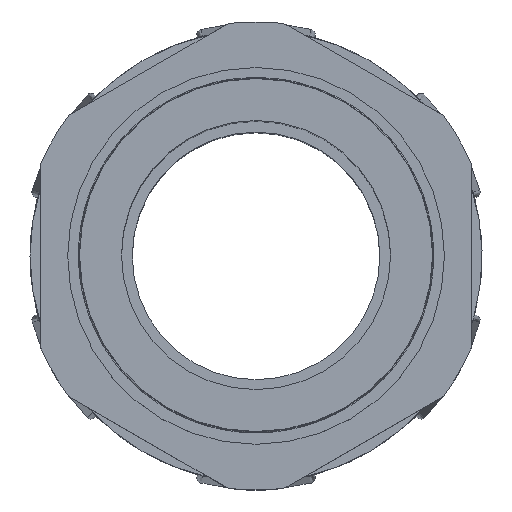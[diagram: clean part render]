
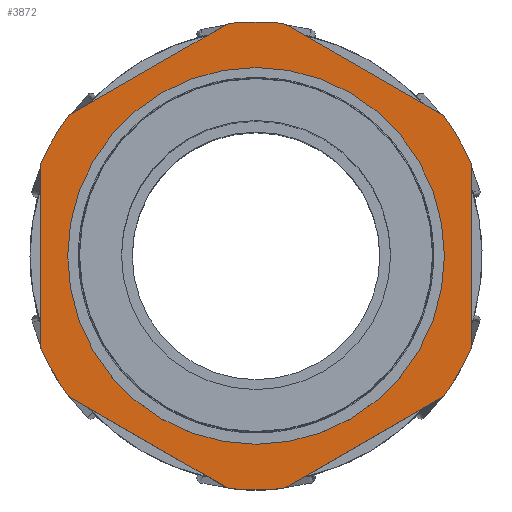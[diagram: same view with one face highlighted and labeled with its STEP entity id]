
A CAD part, top view. The second image highlights one B-rep face of the part: STEP entity #3872.
In plain terms, the highlighted planar face has unit normal (0, 0, 1).
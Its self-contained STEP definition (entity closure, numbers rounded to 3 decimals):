
#2 = CARTESIAN_POINT ( 'NONE',  ( 2.598, 21.594, -48.5 ) ) ;
#19 = VERTEX_POINT ( 'NONE', #2 ) ;
#39 = CARTESIAN_POINT ( 'NONE',  ( -10., 17.321, -48.5 ) ) ;
#55 = CIRCLE ( 'NONE', #1722, 21.75 ) ;
#61 = CIRCLE ( 'NONE', #2878, 17.5 ) ;
#68 = CARTESIAN_POINT ( 'NONE',  ( 0., 0., -48.5 ) ) ;
#130 = PLANE ( 'NONE',  #5199 ) ;
#246 = VERTEX_POINT ( 'NONE', #3865 ) ;
#256 = LINE ( 'NONE', #4226, #5210 ) ;
#259 = AXIS2_PLACEMENT_3D ( 'NONE', #2915, #484, #3318 ) ;
#290 = CARTESIAN_POINT ( 'NONE',  ( 10., 17.321, -48.5 ) ) ;
#309 = CARTESIAN_POINT ( 'NONE',  ( 0., 0., -48.5 ) ) ;
#312 = LINE ( 'NONE', #340, #2454 ) ;
#340 = CARTESIAN_POINT ( 'NONE',  ( 10., -17.321, -48.5 ) ) ;
#477 = DIRECTION ( 'NONE',  ( 1., 0., 0. ) ) ;
#484 = DIRECTION ( 'NONE',  ( 0., 0., 1. ) ) ;
#599 = ORIENTED_EDGE ( 'NONE', *, *, #4012, .F. ) ;
#627 = FACE_BOUND ( 'NONE', #2621, .T. ) ;
#677 = VERTEX_POINT ( 'NONE', #4102 ) ;
#699 = CIRCLE ( 'NONE', #1906, 21.75 ) ;
#717 = DIRECTION ( 'NONE',  ( 1., 0., 0. ) ) ;
#756 = VERTEX_POINT ( 'NONE', #3738 ) ;
#893 = CARTESIAN_POINT ( 'NONE',  ( 0., 0., -48.5 ) ) ;
#941 = CIRCLE ( 'NONE', #259, 21.75 ) ;
#952 = DIRECTION ( 'NONE',  ( 0., 0., -1. ) ) ;
#999 = DIRECTION ( 'NONE',  ( 0., 1., 0. ) ) ;
#1023 = CIRCLE ( 'NONE', #3084, 21.75 ) ;
#1058 = CARTESIAN_POINT ( 'NONE',  ( 2.598, -21.594, -48.5 ) ) ;
#1063 = ORIENTED_EDGE ( 'NONE', *, *, #2476, .F. ) ;
#1112 = VERTEX_POINT ( 'NONE', #3215 ) ;
#1177 = VERTEX_POINT ( 'NONE', #4480 ) ;
#1180 = EDGE_CURVE ( 'NONE', #2360, #3212, #3062, .T. ) ;
#1237 = VERTEX_POINT ( 'NONE', #4705 ) ;
#1292 = DIRECTION ( 'NONE',  ( 1., 0., 0. ) ) ;
#1316 = ORIENTED_EDGE ( 'NONE', *, *, #2040, .T. ) ;
#1343 = DIRECTION ( 'NONE',  ( 0., 0., 1. ) ) ;
#1441 = ORIENTED_EDGE ( 'NONE', *, *, #1180, .F. ) ;
#1552 = EDGE_CURVE ( 'NONE', #1112, #1112, #61, .T. ) ;
#1578 = LINE ( 'NONE', #4732, #2524 ) ;
#1580 = CARTESIAN_POINT ( 'NONE',  ( -2.598, 21.594, -48.5 ) ) ;
#1722 = AXIS2_PLACEMENT_3D ( 'NONE', #68, #2907, #477 ) ;
#1884 = CARTESIAN_POINT ( 'NONE',  ( 0., 0., -48.5 ) ) ;
#1906 = AXIS2_PLACEMENT_3D ( 'NONE', #893, #3726, #1292 ) ;
#1943 = EDGE_LOOP ( 'NONE', ( #2397, #1441, #1316, #5180, #2062, #3847, #3086, #2321, #4722, #1063, #5097, #599 ) ) ;
#2040 = EDGE_CURVE ( 'NONE', #2360, #1237, #699, .T. ) ;
#2062 = ORIENTED_EDGE ( 'NONE', *, *, #2727, .T. ) ;
#2123 = DIRECTION ( 'NONE',  ( 0., 0., 1. ) ) ;
#2222 = VECTOR ( 'NONE', #999, 1000. ) ;
#2272 = EDGE_CURVE ( 'NONE', #3196, #1237, #2337, .T. ) ;
#2282 = DIRECTION ( 'NONE',  ( 1., 0., 0. ) ) ;
#2321 = ORIENTED_EDGE ( 'NONE', *, *, #2589, .F. ) ;
#2337 = LINE ( 'NONE', #4206, #2222 ) ;
#2360 = VERTEX_POINT ( 'NONE', #4686 ) ;
#2375 = EDGE_CURVE ( 'NONE', #756, #677, #3165, .T. ) ;
#2397 = ORIENTED_EDGE ( 'NONE', *, *, #4657, .T. ) ;
#2454 = VECTOR ( 'NONE', #3558, 1000. ) ;
#2476 = EDGE_CURVE ( 'NONE', #756, #246, #1578, .T. ) ;
#2510 = EDGE_CURVE ( 'NONE', #1177, #246, #4688, .T. ) ;
#2524 = VECTOR ( 'NONE', #5122, 1000. ) ;
#2589 = EDGE_CURVE ( 'NONE', #1177, #5098, #312, .T. ) ;
#2600 = DIRECTION ( 'NONE',  ( -0.866, 0.5, 0. ) ) ;
#2603 = AXIS2_PLACEMENT_3D ( 'NONE', #1884, #4701, #2282 ) ;
#2621 = EDGE_LOOP ( 'NONE', ( #4257 ) ) ;
#2678 = CARTESIAN_POINT ( 'NONE',  ( -17.402, -13.047, -48.5 ) ) ;
#2688 = EDGE_CURVE ( 'NONE', #4677, #5098, #55, .T. ) ;
#2716 = DIRECTION ( 'NONE',  ( 0.866, -0.5, 0. ) ) ;
#2727 = EDGE_CURVE ( 'NONE', #3196, #3966, #1023, .T. ) ;
#2878 = AXIS2_PLACEMENT_3D ( 'NONE', #3779, #1343, #4177 ) ;
#2901 = AXIS2_PLACEMENT_3D ( 'NONE', #309, #3148, #717 ) ;
#2907 = DIRECTION ( 'NONE',  ( 0., 0., 1. ) ) ;
#2915 = CARTESIAN_POINT ( 'NONE',  ( 0., 0., -48.5 ) ) ;
#3062 = LINE ( 'NONE', #39, #4000 ) ;
#3075 = EDGE_CURVE ( 'NONE', #4677, #3966, #256, .T. ) ;
#3084 = AXIS2_PLACEMENT_3D ( 'NONE', #4545, #2123, #4934 ) ;
#3086 = ORIENTED_EDGE ( 'NONE', *, *, #2688, .T. ) ;
#3107 = VECTOR ( 'NONE', #2716, 1000. ) ;
#3148 = DIRECTION ( 'NONE',  ( 0., 0., 1. ) ) ;
#3165 = CIRCLE ( 'NONE', #2603, 21.75 ) ;
#3196 = VERTEX_POINT ( 'NONE', #4398 ) ;
#3212 = VERTEX_POINT ( 'NONE', #1580 ) ;
#3215 = CARTESIAN_POINT ( 'NONE',  ( 17.5, 0., -48.5 ) ) ;
#3283 = DIRECTION ( 'NONE',  ( 0.866, 0.5, 0. ) ) ;
#3318 = DIRECTION ( 'NONE',  ( 1., 0., 0. ) ) ;
#3558 = DIRECTION ( 'NONE',  ( -0.866, -0.5, 0. ) ) ;
#3726 = DIRECTION ( 'NONE',  ( 0., 0., 1. ) ) ;
#3729 = CARTESIAN_POINT ( 'NONE',  ( -2.598, -21.594, -48.5 ) ) ;
#3738 = CARTESIAN_POINT ( 'NONE',  ( 20., 8.548, -48.5 ) ) ;
#3767 = CARTESIAN_POINT ( 'NONE',  ( 0., 17.5, -48.5 ) ) ;
#3779 = CARTESIAN_POINT ( 'NONE',  ( 0., 0., -48.5 ) ) ;
#3788 = DIRECTION ( 'NONE',  ( -1., 0., 0. ) ) ;
#3847 = ORIENTED_EDGE ( 'NONE', *, *, #3075, .F. ) ;
#3865 = CARTESIAN_POINT ( 'NONE',  ( 20., -8.548, -48.5 ) ) ;
#3872 = ADVANCED_FACE ( 'NONE', ( #627, #3879 ), #130, .F. ) ;
#3879 = FACE_OUTER_BOUND ( 'NONE', #1943, .T. ) ;
#3966 = VERTEX_POINT ( 'NONE', #2678 ) ;
#4000 = VECTOR ( 'NONE', #3283, 1000. ) ;
#4012 = EDGE_CURVE ( 'NONE', #19, #677, #5205, .T. ) ;
#4102 = CARTESIAN_POINT ( 'NONE',  ( 17.402, 13.047, -48.5 ) ) ;
#4177 = DIRECTION ( 'NONE',  ( 1., 0., 0. ) ) ;
#4206 = CARTESIAN_POINT ( 'NONE',  ( -20., 0., -48.5 ) ) ;
#4226 = CARTESIAN_POINT ( 'NONE',  ( -10., -17.321, -48.5 ) ) ;
#4257 = ORIENTED_EDGE ( 'NONE', *, *, #1552, .F. ) ;
#4398 = CARTESIAN_POINT ( 'NONE',  ( -20., -8.548, -48.5 ) ) ;
#4480 = CARTESIAN_POINT ( 'NONE',  ( 17.402, -13.047, -48.5 ) ) ;
#4545 = CARTESIAN_POINT ( 'NONE',  ( 0., 0., -48.5 ) ) ;
#4657 = EDGE_CURVE ( 'NONE', #19, #3212, #941, .T. ) ;
#4677 = VERTEX_POINT ( 'NONE', #3729 ) ;
#4686 = CARTESIAN_POINT ( 'NONE',  ( -17.402, 13.047, -48.5 ) ) ;
#4688 = CIRCLE ( 'NONE', #2901, 21.75 ) ;
#4701 = DIRECTION ( 'NONE',  ( 0., 0., 1. ) ) ;
#4705 = CARTESIAN_POINT ( 'NONE',  ( -20., 8.548, -48.5 ) ) ;
#4722 = ORIENTED_EDGE ( 'NONE', *, *, #2510, .T. ) ;
#4732 = CARTESIAN_POINT ( 'NONE',  ( 20., 0., -48.5 ) ) ;
#4934 = DIRECTION ( 'NONE',  ( 1., 0., 0. ) ) ;
#5097 = ORIENTED_EDGE ( 'NONE', *, *, #2375, .T. ) ;
#5098 = VERTEX_POINT ( 'NONE', #1058 ) ;
#5122 = DIRECTION ( 'NONE',  ( 0., -1., 0. ) ) ;
#5180 = ORIENTED_EDGE ( 'NONE', *, *, #2272, .F. ) ;
#5199 = AXIS2_PLACEMENT_3D ( 'NONE', #3767, #952, #3788 ) ;
#5205 = LINE ( 'NONE', #290, #3107 ) ;
#5210 = VECTOR ( 'NONE', #2600, 1000. ) ;
